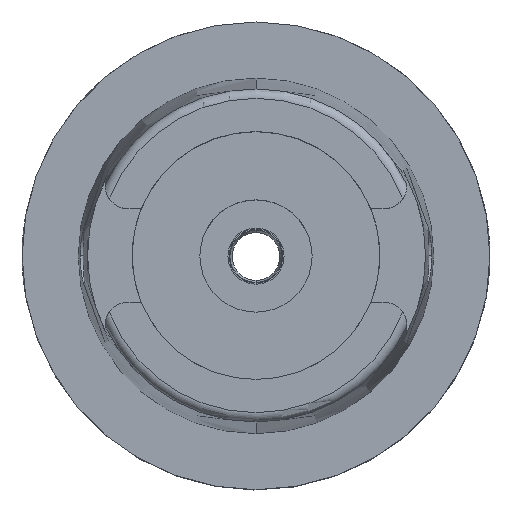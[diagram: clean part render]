
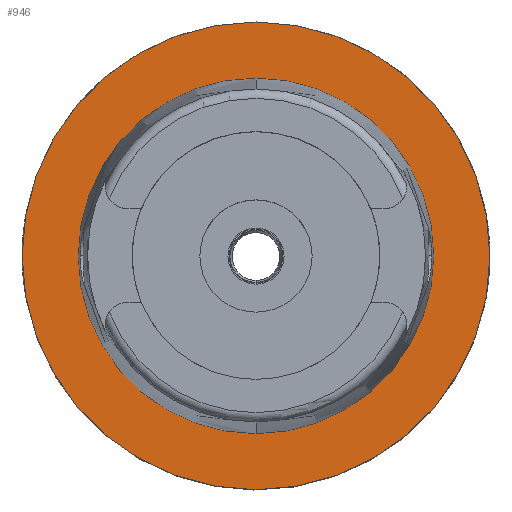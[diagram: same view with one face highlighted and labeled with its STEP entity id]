
A CAD part, top view. The second image highlights one B-rep face of the part: STEP entity #946.
In plain terms, the highlighted planar face has unit normal (0, 0, 1).
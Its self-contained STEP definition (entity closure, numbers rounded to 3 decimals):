
#40 = VERTEX_POINT ( 'NONE', #5528 ) ;
#232 = DIRECTION ( 'NONE',  ( 0., 0., 1. ) ) ;
#255 = DIRECTION ( 'NONE',  ( 0., 1., 0. ) ) ;
#354 = EDGE_CURVE ( 'NONE', #4405, #40, #2919, .T. ) ;
#494 = AXIS2_PLACEMENT_3D ( 'NONE', #4100, #232, #3274 ) ;
#599 = CARTESIAN_POINT ( 'NONE',  ( 0., 0., 0. ) ) ;
#946 = ADVANCED_FACE ( 'NONE', ( #1054, #3267 ), #5453, .T. ) ;
#1000 = CIRCLE ( 'NONE', #2438, 38. ) ;
#1054 = FACE_OUTER_BOUND ( 'NONE', #1913, .T. ) ;
#1101 = CARTESIAN_POINT ( 'NONE',  ( 0., 0., 0. ) ) ;
#1134 = DIRECTION ( 'NONE',  ( 0., 0., 1. ) ) ;
#1221 = CARTESIAN_POINT ( 'NONE',  ( 0., 0., 0. ) ) ;
#1322 = CIRCLE ( 'NONE', #4475, 50. ) ;
#1528 = VERTEX_POINT ( 'NONE', #2051 ) ;
#1558 = DIRECTION ( 'NONE',  ( 0., -1., 0. ) ) ;
#1663 = AXIS2_PLACEMENT_3D ( 'NONE', #1221, #2546, #5161 ) ;
#1804 = EDGE_CURVE ( 'NONE', #1528, #2973, #1322, .T. ) ;
#1913 = EDGE_LOOP ( 'NONE', ( #3679, #2892 ) ) ;
#2001 = ORIENTED_EDGE ( 'NONE', *, *, #5006, .F. ) ;
#2051 = CARTESIAN_POINT ( 'NONE',  ( 0., -50., 0. ) ) ;
#2209 = CARTESIAN_POINT ( 'NONE',  ( 0., 50., 0. ) ) ;
#2438 = AXIS2_PLACEMENT_3D ( 'NONE', #4989, #4155, #255 ) ;
#2546 = DIRECTION ( 'NONE',  ( 0., 0., -1. ) ) ;
#2774 = DIRECTION ( 'NONE',  ( 1., 0., 0. ) ) ;
#2892 = ORIENTED_EDGE ( 'NONE', *, *, #1804, .F. ) ;
#2919 = CIRCLE ( 'NONE', #494, 38. ) ;
#2973 = VERTEX_POINT ( 'NONE', #2209 ) ;
#3165 = ORIENTED_EDGE ( 'NONE', *, *, #354, .F. ) ;
#3267 = FACE_BOUND ( 'NONE', #5441, .T. ) ;
#3274 = DIRECTION ( 'NONE',  ( 0., -1., 0. ) ) ;
#3283 = CIRCLE ( 'NONE', #1663, 50. ) ;
#3679 = ORIENTED_EDGE ( 'NONE', *, *, #5392, .F. ) ;
#3918 = AXIS2_PLACEMENT_3D ( 'NONE', #599, #1134, #2774 ) ;
#4100 = CARTESIAN_POINT ( 'NONE',  ( 0., 0., 0. ) ) ;
#4155 = DIRECTION ( 'NONE',  ( 0., 0., 1. ) ) ;
#4285 = CARTESIAN_POINT ( 'NONE',  ( 0., -38., 0. ) ) ;
#4405 = VERTEX_POINT ( 'NONE', #4285 ) ;
#4475 = AXIS2_PLACEMENT_3D ( 'NONE', #1101, #4933, #1558 ) ;
#4933 = DIRECTION ( 'NONE',  ( 0., 0., -1. ) ) ;
#4989 = CARTESIAN_POINT ( 'NONE',  ( 0., 0., 0. ) ) ;
#5006 = EDGE_CURVE ( 'NONE', #40, #4405, #1000, .T. ) ;
#5161 = DIRECTION ( 'NONE',  ( 0., 1., 0. ) ) ;
#5392 = EDGE_CURVE ( 'NONE', #2973, #1528, #3283, .T. ) ;
#5441 = EDGE_LOOP ( 'NONE', ( #2001, #3165 ) ) ;
#5453 = PLANE ( 'NONE',  #3918 ) ;
#5528 = CARTESIAN_POINT ( 'NONE',  ( 0., 38., 0. ) ) ;
